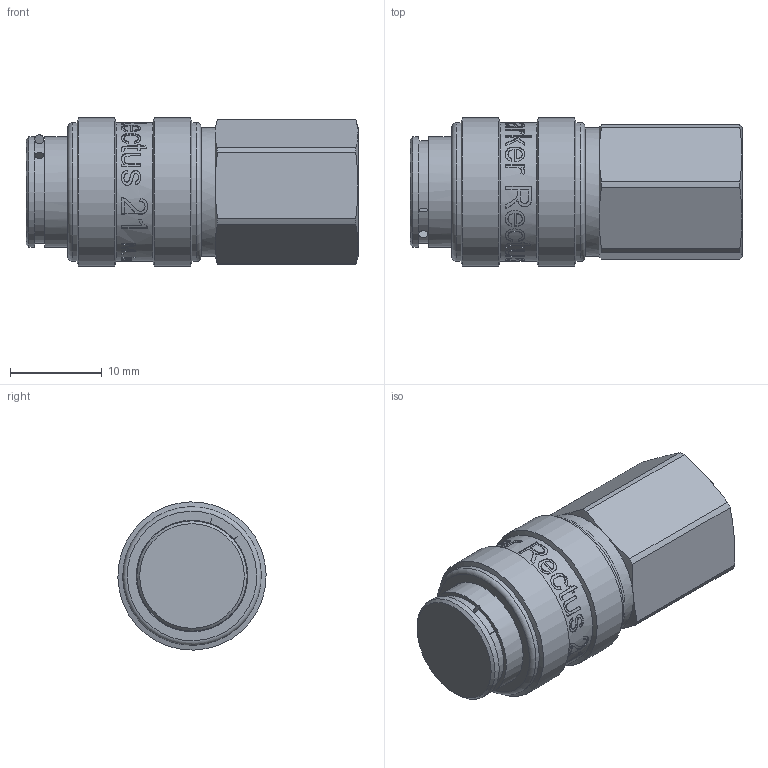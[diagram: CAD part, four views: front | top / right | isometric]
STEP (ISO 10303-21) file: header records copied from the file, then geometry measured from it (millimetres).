
FILE_DESCRIPTION((''),'2;1');
FILE_NAME('21kbiw10mpx.stp','2014-11-24T12:42:36',('IA176480'),(''),'Autodesk Inventor 2013','Autodesk Inventor 2013','');
FILE_SCHEMA(('AUTOMOTIVE_DESIGN { 1 0 10303 214 1 1 1 1 }'));
Length unit declared in the file: millimetre
Products named in the file (1): D106832
Bounding box: 36.15 x 16.14 x 16.14 mm (x, y, z)
Volume: 5352.7 mm3; surface area: 3754.3 mm2
Topology: 2 solids, 3 shells, 456 faces, 1197 edges, 789 vertices
Faces by surface type: bspline 214, plane 149, cylinder 62, cone 27, torus 4
Full cylindrical faces by diameter (mm): 8.566 x1, 11.15 x1, 11.29 x1, 11.4 x1, 11.46 x1, 12 x2, 12.15 x2, 14 x3, 15.1 x3, 16.15 x2
Entity records: 60853 total; most frequent: CARTESIAN_POINT 51038, ORIENTED_EDGE 2292, DIRECTION 1187, EDGE_CURVE 1146, VERTEX_POINT 776, B_SPLINE_CURVE_WITH_KNOTS 559, EDGE_LOOP 538, FACE_OUTER_BOUND 455
